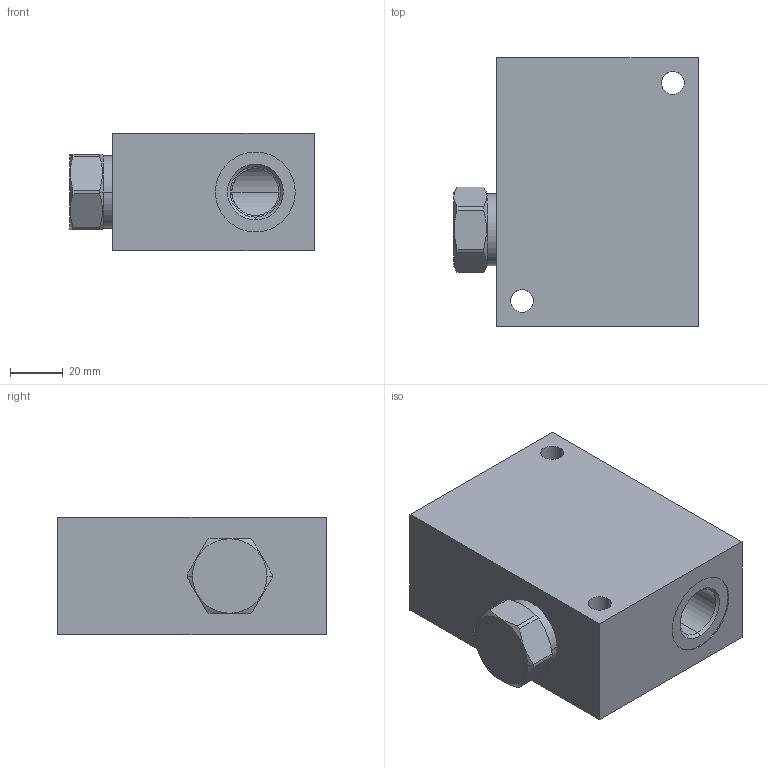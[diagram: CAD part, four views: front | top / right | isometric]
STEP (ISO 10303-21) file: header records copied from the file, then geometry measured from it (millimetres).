
FILE_DESCRIPTION((''),'2;1');
FILE_NAME('DNV_ASM','2022-02-04T',('ProEService'),(''),'PRO/ENGINEER BY PARAMETRIC TECHNOLOGY CORPORATION, 2014200','PRO/ENGINEER BY PARAMETRIC TECHNOLOGY CORPORATION, 2014200','');
FILE_SCHEMA(('CONFIG_CONTROL_DESIGN'));
Length unit declared in the file: inch
Products named in the file (3): 151-669-008; CXFAXCN; DNV_ASM
Assembly tree (2 placements, depth 2):
  DNV_ASM
    151-669-008
    CXFAXCN
Bounding box: 92.46 x 101.6 x 44.45 mm (x, y, z)
Volume: 298079.5 mm3; surface area: 51948.1 mm2
Topology: 4 solids, 4 shells, 171 faces, 548 edges, 465 vertices
Faces by surface type: cylinder 70, cone 38, plane 31, torus 24, revolution 8
Entity records: 6949 total; most frequent: CARTESIAN_POINT 2064, DIRECTION 1076, ORIENTED_EDGE 748, AXIS2_PLACEMENT_3D 384, EDGE_CURVE 374, VECTOR 300, LINE 300, VERTEX_POINT 222
